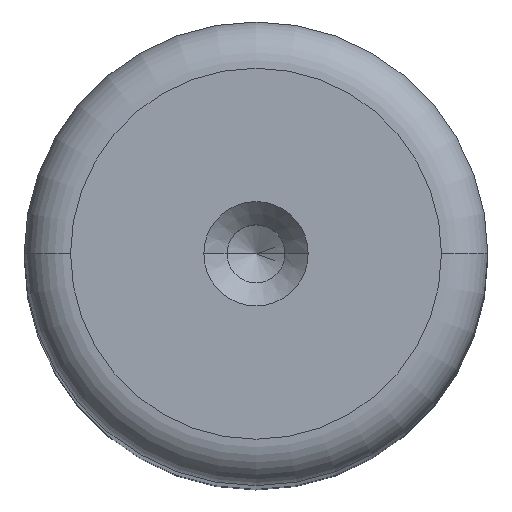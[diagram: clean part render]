
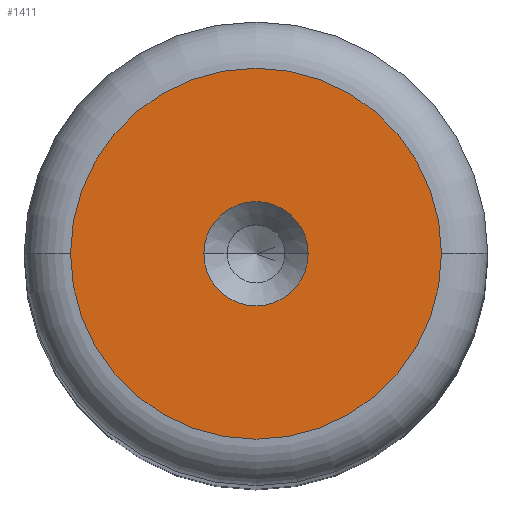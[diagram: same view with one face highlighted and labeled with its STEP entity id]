
A CAD part, top view. The second image highlights one B-rep face of the part: STEP entity #1411.
In plain terms, the highlighted planar face has unit normal (0, 0, 1).
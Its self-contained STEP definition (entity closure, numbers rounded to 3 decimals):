
#1 = DIRECTION ( 'NONE',  ( 1., 0., 0. ) ) ;
#68 = EDGE_CURVE ( 'NONE', #91, #466, #1559, .T. ) ;
#79 = PLANE ( 'NONE',  #366 ) ;
#83 = AXIS2_PLACEMENT_3D ( 'NONE', #1489, #776, #1 ) ;
#91 = VERTEX_POINT ( 'NONE', #655 ) ;
#95 = AXIS2_PLACEMENT_3D ( 'NONE', #640, #628, #622 ) ;
#100 = VERTEX_POINT ( 'NONE', #999 ) ;
#160 = CIRCLE ( 'NONE', #853, 8. ) ;
#302 = DIRECTION ( 'NONE',  ( 0., 0., 1. ) ) ;
#329 = FACE_OUTER_BOUND ( 'NONE', #1267, .T. ) ;
#330 = CARTESIAN_POINT ( 'NONE',  ( -2.25, 0., 110. ) ) ;
#350 = VERTEX_POINT ( 'NONE', #1476 ) ;
#366 = AXIS2_PLACEMENT_3D ( 'NONE', #457, #718, #1561 ) ;
#457 = CARTESIAN_POINT ( 'NONE',  ( 0., 0., 110. ) ) ;
#466 = VERTEX_POINT ( 'NONE', #330 ) ;
#483 = FACE_BOUND ( 'NONE', #575, .T. ) ;
#532 = DIRECTION ( 'NONE',  ( 0., 0., 1. ) ) ;
#569 = ORIENTED_EDGE ( 'NONE', *, *, #736, .T. ) ;
#575 = EDGE_LOOP ( 'NONE', ( #802, #713 ) ) ;
#622 = DIRECTION ( 'NONE',  ( 1., 0., 0. ) ) ;
#628 = DIRECTION ( 'NONE',  ( 0., 0., 1. ) ) ;
#640 = CARTESIAN_POINT ( 'NONE',  ( 0., 0., 110. ) ) ;
#655 = CARTESIAN_POINT ( 'NONE',  ( 2.25, 0., 110. ) ) ;
#668 = EDGE_CURVE ( 'NONE', #100, #350, #1027, .T. ) ;
#713 = ORIENTED_EDGE ( 'NONE', *, *, #1087, .F. ) ;
#718 = DIRECTION ( 'NONE',  ( 0., 0., 1. ) ) ;
#736 = EDGE_CURVE ( 'NONE', #350, #100, #160, .T. ) ;
#776 = DIRECTION ( 'NONE',  ( 0., 0., 1. ) ) ;
#802 = ORIENTED_EDGE ( 'NONE', *, *, #68, .F. ) ;
#853 = AXIS2_PLACEMENT_3D ( 'NONE', #1274, #532, #1397 ) ;
#999 = CARTESIAN_POINT ( 'NONE',  ( -8., 0., 110. ) ) ;
#1027 = CIRCLE ( 'NONE', #83, 8. ) ;
#1060 = CARTESIAN_POINT ( 'NONE',  ( 0., 0., 110. ) ) ;
#1065 = CIRCLE ( 'NONE', #1493, 2.25 ) ;
#1087 = EDGE_CURVE ( 'NONE', #466, #91, #1065, .T. ) ;
#1171 = DIRECTION ( 'NONE',  ( 1., 0., 0. ) ) ;
#1267 = EDGE_LOOP ( 'NONE', ( #569, #1306 ) ) ;
#1274 = CARTESIAN_POINT ( 'NONE',  ( 0., 0., 110. ) ) ;
#1306 = ORIENTED_EDGE ( 'NONE', *, *, #668, .T. ) ;
#1397 = DIRECTION ( 'NONE',  ( 1., 0., 0. ) ) ;
#1411 = ADVANCED_FACE ( 'NONE', ( #483, #329 ), #79, .T. ) ;
#1476 = CARTESIAN_POINT ( 'NONE',  ( 8., 0., 110. ) ) ;
#1489 = CARTESIAN_POINT ( 'NONE',  ( 0., 0., 110. ) ) ;
#1493 = AXIS2_PLACEMENT_3D ( 'NONE', #1060, #302, #1171 ) ;
#1559 = CIRCLE ( 'NONE', #95, 2.25 ) ;
#1561 = DIRECTION ( 'NONE',  ( 1., 0., 0. ) ) ;
